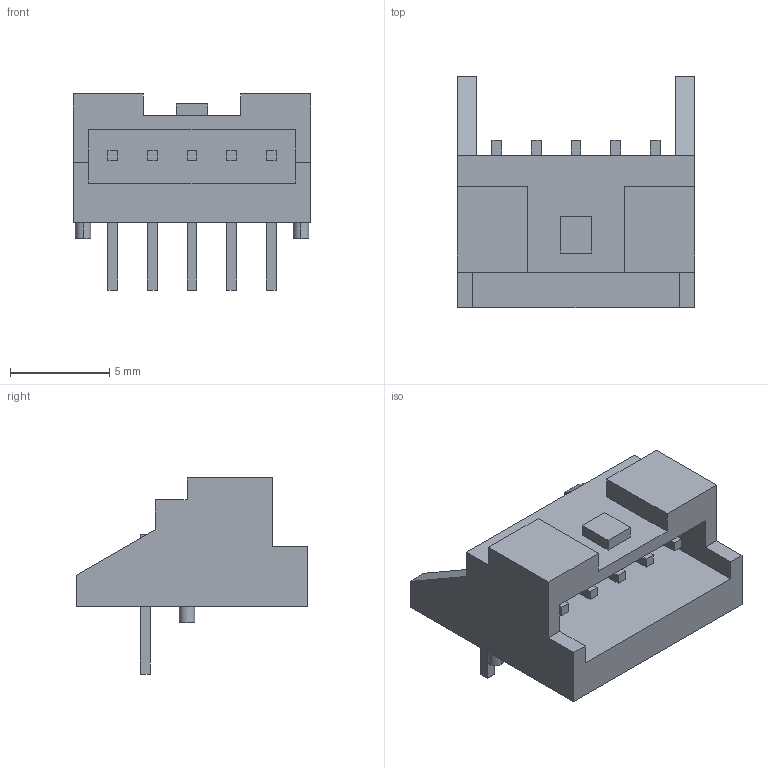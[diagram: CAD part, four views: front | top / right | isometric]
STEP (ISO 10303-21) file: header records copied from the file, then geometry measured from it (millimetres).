
FILE_DESCRIPTION(('FreeCAD Model'),'2;1');
FILE_NAME('S05B-PASK-2.step', '2019-06-03T13:25:07',('kicad StepUp'),('ksu MCAD'), 'Open CASCADE STEP processor 7.3','FreeCAD','Unknown');
FILE_SCHEMA(('AUTOMOTIVE_DESIGN { 1 0 10303 214 1 1 1 1 }'));
Length unit declared in the file: millimetre
Products named in the file (1): S05B-PASK-2
Bounding box: 12 x 11.7 x 9.9 mm (x, y, z)
Volume: 387.4 mm3; surface area: 701.9 mm2
Topology: 1 solids, 1 shells, 97 faces, 246 edges, 164 vertices
Faces by surface type: plane 93, cylinder 4
Entity records: 3560 total; most frequent: CARTESIAN_POINT 508, ORIENTED_EDGE 492, DIRECTION 450, EDGE_CURVE 246, LINE 238, VECTOR 238, VERTEX_POINT 164, FACE_BOUND 110
